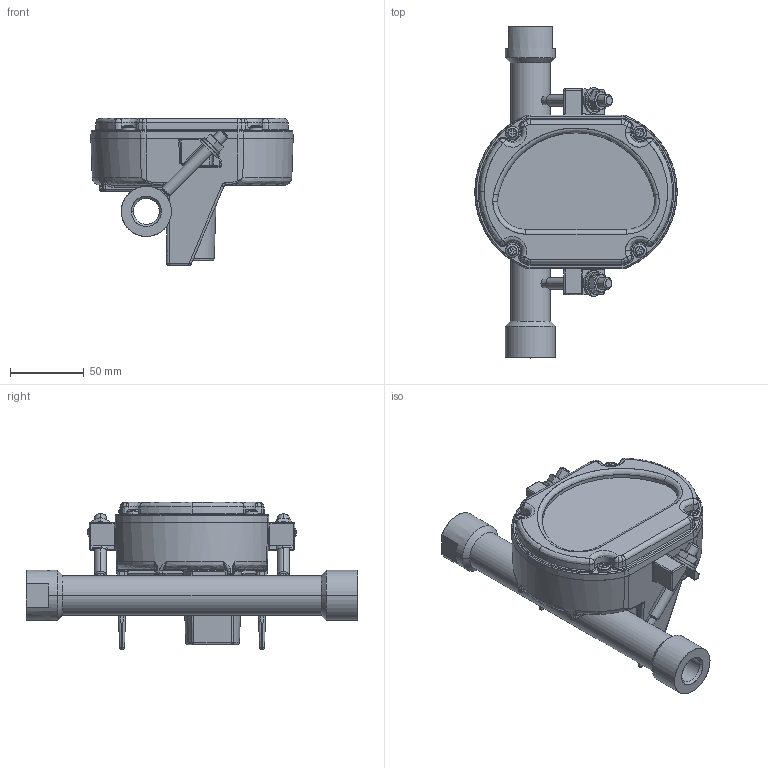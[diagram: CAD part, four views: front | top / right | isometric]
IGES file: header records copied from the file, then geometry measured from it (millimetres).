
Start section: SolidWorks IGES file using analytic representation for surfaces
Global section: file name: 3809G-D-03-A-1-A-0.IGS; native system: SolidWorks 2019; preprocessor: SolidWorks 2019; author: cfehr; date: 190516.102420; units: inch
Bounding box: 137.16 x 225 x 99.89 mm (x, y, z)
Surface area: 92612.7 mm2 (no closed solid volume)
Topology: 0 solids, 0 shells, 510 faces, 5010 edges, 4960 vertices
Faces by surface type: bspline 302, revolution 208
